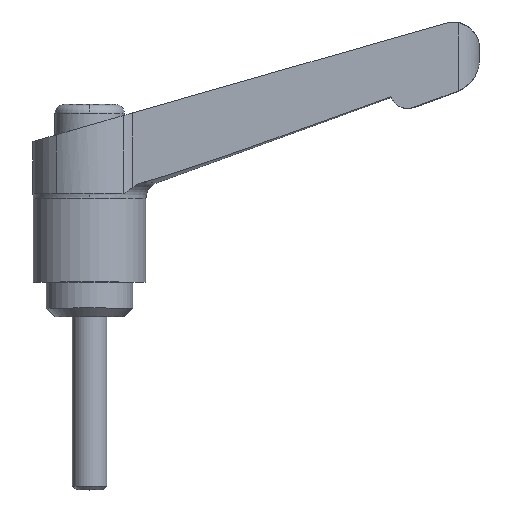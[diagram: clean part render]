
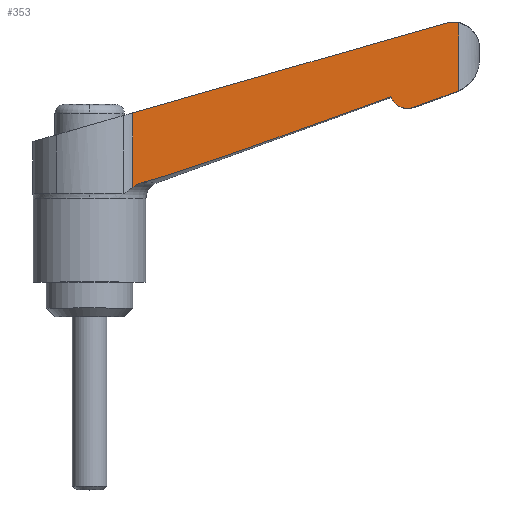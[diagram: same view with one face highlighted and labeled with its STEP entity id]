
A CAD part, top view. The second image highlights one B-rep face of the part: STEP entity #353.
In plain terms, the highlighted planar face has unit normal (0.035, 0, 0.999).
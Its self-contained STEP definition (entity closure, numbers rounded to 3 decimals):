
#293 = VERTEX_POINT( '', #780 );
#307 = EDGE_CURVE( '', #345, #319, #795, .T. );
#319 = VERTEX_POINT( '', #810 );
#345 = VERTEX_POINT( '', #841 );
#353 = ADVANCED_FACE( '', ( #849 ), #850, .F. );
#367 = VERTEX_POINT( '', #865 );
#377 = EDGE_CURVE( '', #367, #497, #877, .T. );
#435 = EDGE_CURVE( '', #483, #723, #942, .T. );
#481 = VERTEX_POINT( '', #992 );
#483 = VERTEX_POINT( '', #994 );
#497 = VERTEX_POINT( '', #1008 );
#523 = EDGE_CURVE( '', #497, #293, #1034, .T. );
#601 = EDGE_CURVE( '', #293, #483, #1117, .T. );
#607 = EDGE_CURVE( '', #663, #481, #1123, .T. );
#621 = EDGE_CURVE( '', #663, #319, #1138, .T. );
#663 = VERTEX_POINT( '', #1190 );
#681 = EDGE_CURVE( '', #723, #345, #1211, .T. );
#693 = EDGE_CURVE( '', #367, #481, #1223, .T. );
#723 = VERTEX_POINT( '', #1257 );
#780 = CARTESIAN_POINT( '', ( 37.365, 24.178, 3.846 ) );
#795 = LINE( '', #1343, #1344 );
#810 = CARTESIAN_POINT( '', ( 4.96, 23.518, 4.977 ) );
#841 = CARTESIAN_POINT( '', ( 4.96, 14.953, 4.977 ) );
#849 = FACE_OUTER_BOUND( '', #1405, .T. );
#850 = PLANE( '', #1406 );
#865 = CARTESIAN_POINT( '', ( 42.611, 26.098, 3.662 ) );
#877 = B_SPLINE_CURVE_WITH_KNOTS( '', 3, ( #1442, #1443, #1444, #1445, #1446, #1447 ), .UNSPECIFIED., .F., .F., ( 4, 2, 4 ), ( 4.198, 4.45, 4.626 ), .UNSPECIFIED. );
#942 = ( B_SPLINE_CURVE( 2, ( #1588, #1589, #1590 ), .UNSPECIFIED., .F., .F. )B_SPLINE_CURVE_WITH_KNOTS( ( 3, 3 ), ( 0., 30.397 ), .UNSPECIFIED. )RATIONAL_B_SPLINE_CURVE( ( 1., 1.349, 1. ) )BOUNDED_CURVE(  )REPRESENTATION_ITEM( '' )GEOMETRIC_REPRESENTATION_ITEM(  )CURVE(  ) );
#992 = CARTESIAN_POINT( '', ( 42.611, 33.919, 3.662 ) );
#994 = CARTESIAN_POINT( '', ( 34.777, 25.373, 3.936 ) );
#1008 = CARTESIAN_POINT( '', ( 42.207, 25.927, 3.677 ) );
#1034 = ( B_SPLINE_CURVE( 2, ( #1725, #1726, #1727 ), .UNSPECIFIED., .F., .F. )B_SPLINE_CURVE_WITH_KNOTS( ( 3, 3 ), ( 0., 5.151 ), .UNSPECIFIED. )RATIONAL_B_SPLINE_CURVE( ( 1., 1.002, 1. ) )BOUNDED_CURVE(  )REPRESENTATION_ITEM( '' )GEOMETRIC_REPRESENTATION_ITEM(  )CURVE(  ) );
#1117 = B_SPLINE_CURVE_WITH_KNOTS( '', 3, ( #1895, #1896, #1897, #1898, #1899, #1900, #1901, #1902, #1903, #1904, #1905, #1906, #1907, #1908, #1909, #1910, #1911, #1912, #1913, #1914 ), .UNSPECIFIED., .F., .F., ( 4, 2, 2, 2, 2, 2, 2, 2, 2, 4 ), ( 2.315, 2.601, 2.976, 3.351, 3.726, 4.1, 4.473, 4.844, 5.215, 5.298 ), .UNSPECIFIED. );
#1123 = B_SPLINE_CURVE_WITH_KNOTS( '', 3, ( #1921, #1922, #1923, #1924, #1925, #1926, #1927, #1928, #1929, #1930 ), .UNSPECIFIED., .F., .F., ( 4, 2, 2, 2, 4 ), ( 12.59, 12.819, 13.381, 13.941, 14.115 ), .UNSPECIFIED. );
#1138 = LINE( '', #1984, #1985 );
#1190 = CARTESIAN_POINT( '', ( 41.52, 34.002, 3.701 ) );
#1211 = B_SPLINE_CURVE_WITH_KNOTS( '', 3, ( #2079, #2080, #2081, #2082, #2083, #2084, #2085, #2086 ), .UNSPECIFIED., .F., .F., ( 4, 2, 2, 4 ), ( 4.101, 4.299, 4.805, 5.256 ), .UNSPECIFIED. );
#1223 = LINE( '', #2099, #2100 );
#1257 = CARTESIAN_POINT( '', ( 6.056, 15.479, 4.939 ) );
#1343 = CARTESIAN_POINT( '', ( 4.96, 0., 4.977 ) );
#1344 = VECTOR( '', #2218, 1. );
#1405 = EDGE_LOOP( '', ( #2299, #2300, #2301, #2302, #2303, #2304, #2305, #2306, #2307 ) );
#1406 = AXIS2_PLACEMENT_3D( '', #2308, #2309, #2310 );
#1442 = CARTESIAN_POINT( '', ( 42.611, 26.098, 3.662 ) );
#1443 = CARTESIAN_POINT( '', ( 42.532, 26.059, 3.665 ) );
#1444 = CARTESIAN_POINT( '', ( 42.453, 26.024, 3.668 ) );
#1445 = CARTESIAN_POINT( '', ( 42.321, 25.969, 3.673 ) );
#1446 = CARTESIAN_POINT( '', ( 42.265, 25.947, 3.675 ) );
#1447 = CARTESIAN_POINT( '', ( 42.207, 25.927, 3.677 ) );
#1588 = CARTESIAN_POINT( '', ( 34.777, 25.373, 3.936 ) );
#1589 = CARTESIAN_POINT( '', ( 11.299, 16.916, 4.756 ) );
#1590 = CARTESIAN_POINT( '', ( 6.056, 15.479, 4.939 ) );
#1725 = CARTESIAN_POINT( '', ( 42.207, 25.927, 3.677 ) );
#1726 = CARTESIAN_POINT( '', ( 39.641, 24.999, 3.766 ) );
#1727 = CARTESIAN_POINT( '', ( 37.365, 24.178, 3.846 ) );
#1895 = CARTESIAN_POINT( '', ( 37.365, 24.178, 3.846 ) );
#1896 = CARTESIAN_POINT( '', ( 37.272, 24.144, 3.849 ) );
#1897 = CARTESIAN_POINT( '', ( 37.172, 24.116, 3.852 ) );
#1898 = CARTESIAN_POINT( '', ( 36.936, 24.069, 3.861 ) );
#1899 = CARTESIAN_POINT( '', ( 36.8, 24.057, 3.865 ) );
#1900 = CARTESIAN_POINT( '', ( 36.55, 24.057, 3.874 ) );
#1901 = CARTESIAN_POINT( '', ( 36.413, 24.069, 3.879 ) );
#1902 = CARTESIAN_POINT( '', ( 36.146, 24.122, 3.888 ) );
#1903 = CARTESIAN_POINT( '', ( 36.015, 24.163, 3.893 ) );
#1904 = CARTESIAN_POINT( '', ( 35.784, 24.258, 3.901 ) );
#1905 = CARTESIAN_POINT( '', ( 35.663, 24.321, 3.905 ) );
#1906 = CARTESIAN_POINT( '', ( 35.437, 24.471, 3.913 ) );
#1907 = CARTESIAN_POINT( '', ( 35.332, 24.558, 3.917 ) );
#1908 = CARTESIAN_POINT( '', ( 35.156, 24.733, 3.923 ) );
#1909 = CARTESIAN_POINT( '', ( 35.069, 24.837, 3.926 ) );
#1910 = CARTESIAN_POINT( '', ( 34.919, 25.061, 3.931 ) );
#1911 = CARTESIAN_POINT( '', ( 34.855, 25.181, 3.933 ) );
#1912 = CARTESIAN_POINT( '', ( 34.797, 25.32, 3.935 ) );
#1913 = CARTESIAN_POINT( '', ( 34.787, 25.346, 3.936 ) );
#1914 = CARTESIAN_POINT( '', ( 34.777, 25.373, 3.936 ) );
#1921 = CARTESIAN_POINT( '', ( 41.004, 33.903, 3.719 ) );
#1922 = CARTESIAN_POINT( '', ( 41.083, 33.925, 3.716 ) );
#1923 = CARTESIAN_POINT( '', ( 41.164, 33.945, 3.713 ) );
#1924 = CARTESIAN_POINT( '', ( 41.446, 34.001, 3.703 ) );
#1925 = CARTESIAN_POINT( '', ( 41.65, 34.019, 3.696 ) );
#1926 = CARTESIAN_POINT( '', ( 42.023, 34.019, 3.683 ) );
#1927 = CARTESIAN_POINT( '', ( 42.227, 34.001, 3.676 ) );
#1928 = CARTESIAN_POINT( '', ( 42.489, 33.949, 3.667 ) );
#1929 = CARTESIAN_POINT( '', ( 42.55, 33.935, 3.665 ) );
#1930 = CARTESIAN_POINT( '', ( 42.611, 33.919, 3.662 ) );
#1984 = CARTESIAN_POINT( '', ( -4.505, 20.804, 5.308 ) );
#1985 = VECTOR( '', #2589, 1. );
#2079 = CARTESIAN_POINT( '', ( 6.056, 15.479, 4.939 ) );
#2080 = CARTESIAN_POINT( '', ( 5.989, 15.461, 4.941 ) );
#2081 = CARTESIAN_POINT( '', ( 5.924, 15.44, 4.944 ) );
#2082 = CARTESIAN_POINT( '', ( 5.701, 15.365, 4.951 ) );
#2083 = CARTESIAN_POINT( '', ( 5.53, 15.294, 4.957 ) );
#2084 = CARTESIAN_POINT( '', ( 5.222, 15.132, 4.968 ) );
#2085 = CARTESIAN_POINT( '', ( 5.083, 15.044, 4.973 ) );
#2086 = CARTESIAN_POINT( '', ( 4.96, 14.953, 4.977 ) );
#2099 = CARTESIAN_POINT( '', ( 42.611, 0., 3.662 ) );
#2100 = VECTOR( '', #2711, 1. );
#2218 = DIRECTION( '', ( 0., 1., 0. ) );
#2299 = ORIENTED_EDGE( '', *, *, #621, .T. );
#2300 = ORIENTED_EDGE( '', *, *, #307, .F. );
#2301 = ORIENTED_EDGE( '', *, *, #681, .F. );
#2302 = ORIENTED_EDGE( '', *, *, #435, .F. );
#2303 = ORIENTED_EDGE( '', *, *, #601, .F. );
#2304 = ORIENTED_EDGE( '', *, *, #523, .F. );
#2305 = ORIENTED_EDGE( '', *, *, #377, .F. );
#2306 = ORIENTED_EDGE( '', *, *, #693, .T. );
#2307 = ORIENTED_EDGE( '', *, *, #607, .F. );
#2308 = CARTESIAN_POINT( '', ( 4.96, 0., 4.977 ) );
#2309 = DIRECTION( '', ( -0.035, 0., -0.999 ) );
#2310 = DIRECTION( '', ( -0.999, 0., 0.035 ) );
#2589 = DIRECTION( '', ( -0.961, -0.275, 0.034 ) );
#2711 = DIRECTION( '', ( 0., 1., 0. ) );
